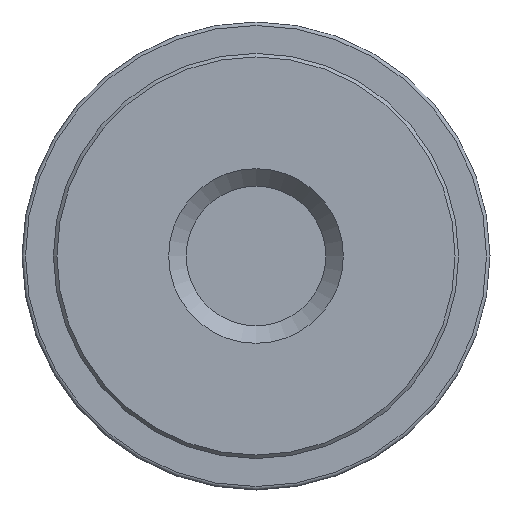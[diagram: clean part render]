
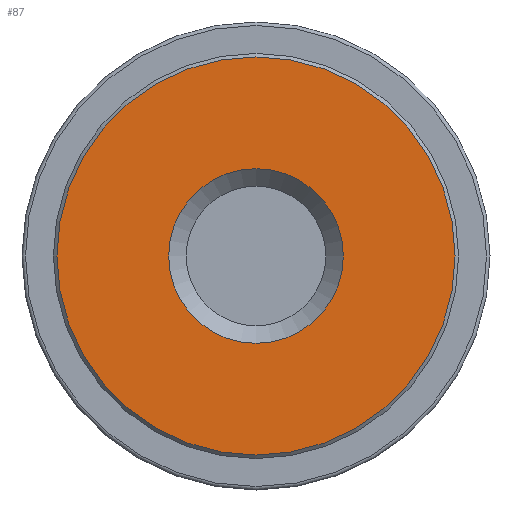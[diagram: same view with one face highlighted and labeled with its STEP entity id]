
A CAD part, left-side view. The second image highlights one B-rep face of the part: STEP entity #87.
In plain terms, the highlighted planar face has unit normal (-1, 0, 0).
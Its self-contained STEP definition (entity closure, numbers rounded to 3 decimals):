
#33 = VERTEX_POINT ( 'NONE', #317 ) ;
#58 = ORIENTED_EDGE ( 'NONE', *, *, #853, .T. ) ;
#79 = CARTESIAN_POINT ( 'NONE',  ( 0., 0., -57. ) ) ;
#87 = ADVANCED_FACE ( 'NONE', ( #612, #914 ), #167, .T. ) ;
#148 = DIRECTION ( 'NONE',  ( -1., 0., 0. ) ) ;
#167 = PLANE ( 'NONE',  #342 ) ;
#170 = ORIENTED_EDGE ( 'NONE', *, *, #302, .F. ) ;
#180 = EDGE_LOOP ( 'NONE', ( #170 ) ) ;
#189 = CARTESIAN_POINT ( 'NONE',  ( 0., 0., 0. ) ) ;
#302 = EDGE_CURVE ( 'NONE', #309, #309, #611, .T. ) ;
#303 = DIRECTION ( 'NONE',  ( 0., 0., 1. ) ) ;
#309 = VERTEX_POINT ( 'NONE', #79 ) ;
#317 = CARTESIAN_POINT ( 'NONE',  ( 0., 0., -25. ) ) ;
#342 = AXIS2_PLACEMENT_3D ( 'NONE', #377, #148, #303 ) ;
#377 = CARTESIAN_POINT ( 'NONE',  ( 0., 25., 0. ) ) ;
#487 = EDGE_LOOP ( 'NONE', ( #58 ) ) ;
#493 = DIRECTION ( 'NONE',  ( 0., 0., -1. ) ) ;
#581 = DIRECTION ( 'NONE',  ( 1., 0., 0. ) ) ;
#611 = CIRCLE ( 'NONE', #880, 57. ) ;
#612 = FACE_BOUND ( 'NONE', #487, .T. ) ;
#633 = DIRECTION ( 'NONE',  ( 1., 0., 0. ) ) ;
#794 = DIRECTION ( 'NONE',  ( 0., 0., -1. ) ) ;
#811 = CARTESIAN_POINT ( 'NONE',  ( 0., 0., 0. ) ) ;
#848 = AXIS2_PLACEMENT_3D ( 'NONE', #811, #581, #794 ) ;
#853 = EDGE_CURVE ( 'NONE', #33, #33, #882, .T. ) ;
#880 = AXIS2_PLACEMENT_3D ( 'NONE', #189, #633, #493 ) ;
#882 = CIRCLE ( 'NONE', #848, 25. ) ;
#914 = FACE_OUTER_BOUND ( 'NONE', #180, .T. ) ;
